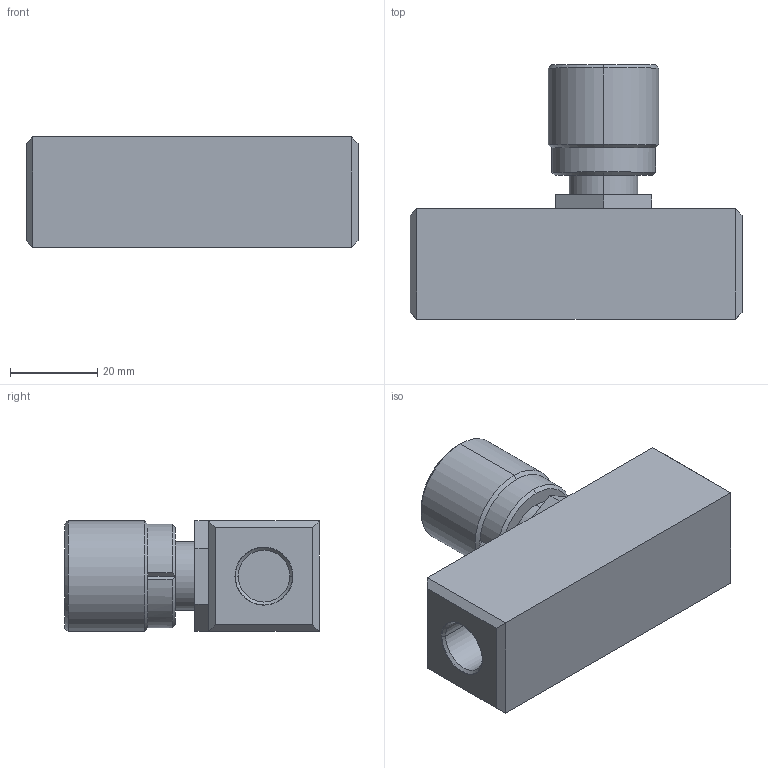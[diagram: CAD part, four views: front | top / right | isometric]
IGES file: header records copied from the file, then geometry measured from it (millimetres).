
Start section:  PTC IGES file: ilcm47020014.igs
Global section: file name: ilcm47020014.igs; native system: Pro/ENGINEER by Parametric Technology Corporation; preprocessor: 2007460; author: kr; organization: Unknown; date: 20120222.153651; units: millimetre
Bounding box: 76.2 x 58.42 x 25.46 mm (x, y, z)
Surface area: 15647.4 mm2 (no closed solid volume)
Topology: 0 solids, 0 shells, 69 faces, 298 edges, 298 vertices
Faces by surface type: bspline 35, revolution 34
